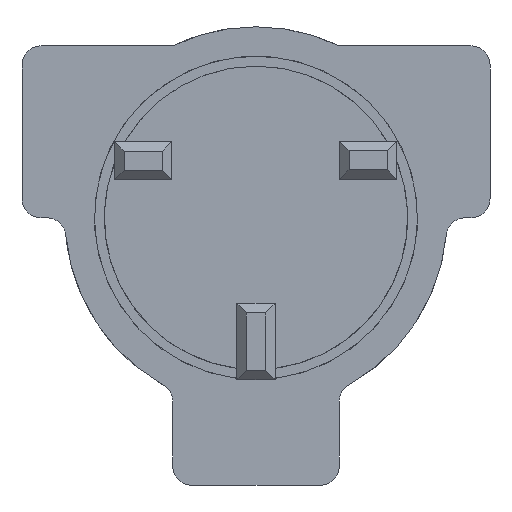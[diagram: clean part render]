
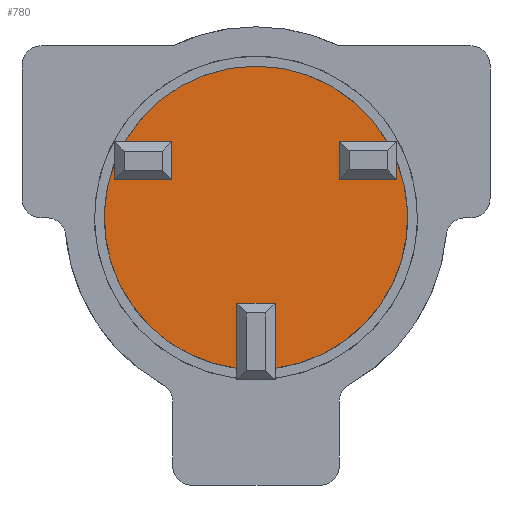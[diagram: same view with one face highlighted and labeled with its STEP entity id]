
A CAD part, front view. The second image highlights one B-rep face of the part: STEP entity #780.
In plain terms, the highlighted planar face has unit normal (0, -1, 0).
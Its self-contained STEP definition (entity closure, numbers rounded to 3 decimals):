
#27 = ORIENTED_EDGE ( 'NONE', *, *, #1041, .F. ) ;
#54 = ORIENTED_EDGE ( 'NONE', *, *, #1078, .F. ) ;
#65 = VERTEX_POINT ( 'NONE', #358 ) ;
#97 = ORIENTED_EDGE ( 'NONE', *, *, #342, .F. ) ;
#148 = EDGE_CURVE ( 'NONE', #712, #1453, #1921, .T. ) ;
#234 = DIRECTION ( 'NONE',  ( 1., 0., 0. ) ) ;
#255 = DIRECTION ( 'NONE',  ( 0., -1., 0. ) ) ;
#273 = ORIENTED_EDGE ( 'NONE', *, *, #1885, .T. ) ;
#300 = CARTESIAN_POINT ( 'NONE',  ( 0., 0., 0. ) ) ;
#320 = LINE ( 'NONE', #1829, #1301 ) ;
#321 = ORIENTED_EDGE ( 'NONE', *, *, #1310, .F. ) ;
#325 = CARTESIAN_POINT ( 'NONE',  ( -8.803, 0., 12.975 ) ) ;
#342 = EDGE_CURVE ( 'NONE', #407, #1088, #583, .T. ) ;
#345 = CARTESIAN_POINT ( 'NONE',  ( -14.803, 0., 10.75 ) ) ;
#358 = CARTESIAN_POINT ( 'NONE',  ( 13.706, 0., 13.022 ) ) ;
#360 = VERTEX_POINT ( 'NONE', #1075 ) ;
#381 = CARTESIAN_POINT ( 'NONE',  ( 8.739, 0., 9.022 ) ) ;
#398 = CARTESIAN_POINT ( 'NONE',  ( -2., 0., -3.966 ) ) ;
#402 = VECTOR ( 'NONE', #1910, 1000. ) ;
#407 = VERTEX_POINT ( 'NONE', #1116 ) ;
#410 = CARTESIAN_POINT ( 'NONE',  ( 0., 0., 5. ) ) ;
#435 = EDGE_CURVE ( 'NONE', #360, #627, #527, .T. ) ;
#436 = CARTESIAN_POINT ( 'NONE',  ( -14.803, 0., 12.975 ) ) ;
#447 = VERTEX_POINT ( 'NONE', #697 ) ;
#450 = ORIENTED_EDGE ( 'NONE', *, *, #1693, .F. ) ;
#489 = CARTESIAN_POINT ( 'NONE',  ( 8.739, 0., 13.022 ) ) ;
#490 = EDGE_CURVE ( 'NONE', #65, #918, #1904, .T. ) ;
#515 = LINE ( 'NONE', #1122, #1515 ) ;
#519 = EDGE_CURVE ( 'NONE', #1841, #611, #807, .T. ) ;
#524 = VERTEX_POINT ( 'NONE', #1616 ) ;
#527 = LINE ( 'NONE', #819, #1233 ) ;
#549 = DIRECTION ( 'NONE',  ( 0., -1., 0. ) ) ;
#556 = DIRECTION ( 'NONE',  ( 0., 0., -1. ) ) ;
#568 = ORIENTED_EDGE ( 'NONE', *, *, #1334, .F. ) ;
#583 = LINE ( 'NONE', #1678, #718 ) ;
#590 = LINE ( 'NONE', #489, #629 ) ;
#603 = DIRECTION ( 'NONE',  ( 0., 0., -1. ) ) ;
#609 = DIRECTION ( 'NONE',  ( -1., 0., 0. ) ) ;
#611 = VERTEX_POINT ( 'NONE', #822 ) ;
#626 = CIRCLE ( 'NONE', #1840, 15.881 ) ;
#627 = VERTEX_POINT ( 'NONE', #1331 ) ;
#629 = VECTOR ( 'NONE', #1698, 1000. ) ;
#638 = ORIENTED_EDGE ( 'NONE', *, *, #1934, .F. ) ;
#665 = CARTESIAN_POINT ( 'NONE',  ( 0., 0., 5. ) ) ;
#687 = DIRECTION ( 'NONE',  ( 0., 0., 1. ) ) ;
#697 = CARTESIAN_POINT ( 'NONE',  ( 14.739, 0., 9.022 ) ) ;
#712 = VERTEX_POINT ( 'NONE', #990 ) ;
#718 = VECTOR ( 'NONE', #1179, 1000. ) ;
#725 = VECTOR ( 'NONE', #609, 1000. ) ;
#780 = ADVANCED_FACE ( 'NONE', ( #1529 ), #1801, .F. ) ;
#796 = ORIENTED_EDGE ( 'NONE', *, *, #490, .T. ) ;
#807 = LINE ( 'NONE', #398, #1040 ) ;
#819 = CARTESIAN_POINT ( 'NONE',  ( 2., 0., -3.966 ) ) ;
#822 = CARTESIAN_POINT ( 'NONE',  ( -2., 0., -10.755 ) ) ;
#869 = EDGE_CURVE ( 'NONE', #1765, #524, #320, .T. ) ;
#904 = DIRECTION ( 'NONE',  ( 0., 1., 0. ) ) ;
#906 = AXIS2_PLACEMENT_3D ( 'NONE', #300, #904, #1081 ) ;
#918 = VERTEX_POINT ( 'NONE', #1260 ) ;
#954 = EDGE_CURVE ( 'NONE', #1765, #611, #626, .T. ) ;
#969 = DIRECTION ( 'NONE',  ( 0., 0., -1. ) ) ;
#990 = CARTESIAN_POINT ( 'NONE',  ( -8.803, 0., 8.975 ) ) ;
#994 = DIRECTION ( 'NONE',  ( 0., 0., 1. ) ) ;
#1017 = DIRECTION ( 'NONE',  ( 0., 0., -1. ) ) ;
#1040 = VECTOR ( 'NONE', #969, 1000. ) ;
#1041 = EDGE_CURVE ( 'NONE', #1088, #447, #1608, .T. ) ;
#1075 = CARTESIAN_POINT ( 'NONE',  ( 2., 0., -10.755 ) ) ;
#1078 = EDGE_CURVE ( 'NONE', #447, #1409, #1911, .T. ) ;
#1081 = DIRECTION ( 'NONE',  ( 0., 0., 1. ) ) ;
#1088 = VERTEX_POINT ( 'NONE', #1477 ) ;
#1116 = CARTESIAN_POINT ( 'NONE',  ( 8.739, 0., 13.022 ) ) ;
#1122 = CARTESIAN_POINT ( 'NONE',  ( -2., 0., -3.966 ) ) ;
#1179 = DIRECTION ( 'NONE',  ( 0., 0., -1. ) ) ;
#1180 = CARTESIAN_POINT ( 'NONE',  ( 14.739, 0., 13.022 ) ) ;
#1194 = LINE ( 'NONE', #1979, #1912 ) ;
#1233 = VECTOR ( 'NONE', #994, 1000. ) ;
#1235 = VECTOR ( 'NONE', #234, 1000. ) ;
#1243 = DIRECTION ( 'NONE',  ( 0., -1., 0. ) ) ;
#1260 = CARTESIAN_POINT ( 'NONE',  ( -13.734, 0., 12.975 ) ) ;
#1265 = AXIS2_PLACEMENT_3D ( 'NONE', #410, #549, #1017 ) ;
#1292 = DIRECTION ( 'NONE',  ( -1., 0., 0. ) ) ;
#1301 = VECTOR ( 'NONE', #603, 1000. ) ;
#1310 = EDGE_CURVE ( 'NONE', #1453, #918, #1799, .T. ) ;
#1331 = CARTESIAN_POINT ( 'NONE',  ( 2., 0., -3.966 ) ) ;
#1334 = EDGE_CURVE ( 'NONE', #65, #407, #590, .T. ) ;
#1409 = VERTEX_POINT ( 'NONE', #1865 ) ;
#1436 = CARTESIAN_POINT ( 'NONE',  ( -8.803, 0., 12.975 ) ) ;
#1453 = VERTEX_POINT ( 'NONE', #325 ) ;
#1473 = ORIENTED_EDGE ( 'NONE', *, *, #148, .F. ) ;
#1477 = CARTESIAN_POINT ( 'NONE',  ( 8.739, 0., 9.022 ) ) ;
#1491 = ORIENTED_EDGE ( 'NONE', *, *, #954, .T. ) ;
#1515 = VECTOR ( 'NONE', #1292, 1000. ) ;
#1525 = ORIENTED_EDGE ( 'NONE', *, *, #519, .F. ) ;
#1529 = FACE_OUTER_BOUND ( 'NONE', #1903, .T. ) ;
#1545 = CARTESIAN_POINT ( 'NONE',  ( -2., 0., -3.966 ) ) ;
#1580 = VECTOR ( 'NONE', #687, 1000. ) ;
#1585 = CARTESIAN_POINT ( 'NONE',  ( 0., 0., 5. ) ) ;
#1608 = LINE ( 'NONE', #381, #1235 ) ;
#1616 = CARTESIAN_POINT ( 'NONE',  ( -14.803, 0., 8.975 ) ) ;
#1656 = AXIS2_PLACEMENT_3D ( 'NONE', #665, #255, #556 ) ;
#1678 = CARTESIAN_POINT ( 'NONE',  ( 8.739, 0., 13.022 ) ) ;
#1693 = EDGE_CURVE ( 'NONE', #524, #712, #1194, .T. ) ;
#1698 = DIRECTION ( 'NONE',  ( -1., 0., 0. ) ) ;
#1765 = VERTEX_POINT ( 'NONE', #345 ) ;
#1799 = LINE ( 'NONE', #436, #725 ) ;
#1801 = PLANE ( 'NONE',  #906 ) ;
#1829 = CARTESIAN_POINT ( 'NONE',  ( -14.803, 0., 12.975 ) ) ;
#1840 = AXIS2_PLACEMENT_3D ( 'NONE', #1585, #1243, #1859 ) ;
#1841 = VERTEX_POINT ( 'NONE', #1545 ) ;
#1843 = CIRCLE ( 'NONE', #1656, 15.881 ) ;
#1859 = DIRECTION ( 'NONE',  ( 0., 0., -1. ) ) ;
#1865 = CARTESIAN_POINT ( 'NONE',  ( 14.739, 0., 10.914 ) ) ;
#1885 = EDGE_CURVE ( 'NONE', #360, #1409, #1843, .T. ) ;
#1903 = EDGE_LOOP ( 'NONE', ( #1926, #273, #54, #27, #97, #568, #796, #321, #1473, #450, #1943, #1491, #1525, #638 ) ) ;
#1904 = CIRCLE ( 'NONE', #1265, 15.881 ) ;
#1910 = DIRECTION ( 'NONE',  ( 0., 0., 1. ) ) ;
#1911 = LINE ( 'NONE', #1180, #1580 ) ;
#1912 = VECTOR ( 'NONE', #1944, 1000. ) ;
#1921 = LINE ( 'NONE', #1436, #402 ) ;
#1926 = ORIENTED_EDGE ( 'NONE', *, *, #435, .F. ) ;
#1934 = EDGE_CURVE ( 'NONE', #627, #1841, #515, .T. ) ;
#1943 = ORIENTED_EDGE ( 'NONE', *, *, #869, .F. ) ;
#1944 = DIRECTION ( 'NONE',  ( 1., 0., 0. ) ) ;
#1979 = CARTESIAN_POINT ( 'NONE',  ( -14.803, 0., 8.975 ) ) ;
